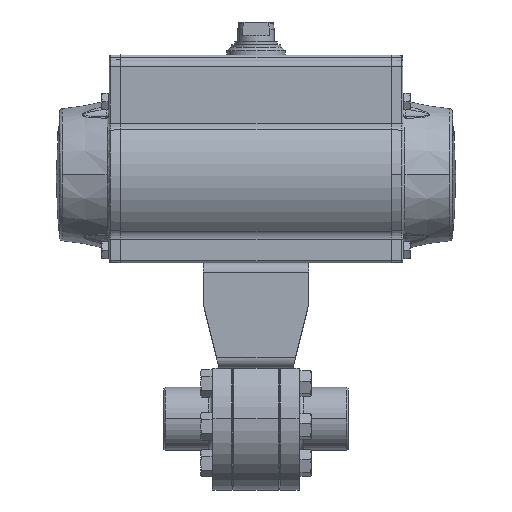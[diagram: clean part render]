
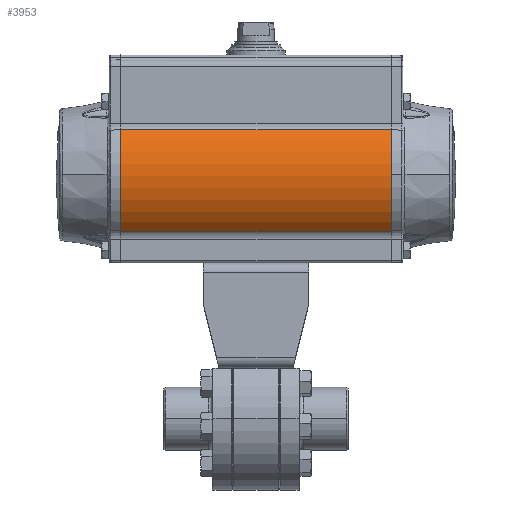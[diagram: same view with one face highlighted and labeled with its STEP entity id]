
A CAD part, top view. The second image highlights one B-rep face of the part: STEP entity #3953.
In plain terms, the highlighted cylindrical face has radius 47.5 mm (diameter 95 mm), a partial arc.
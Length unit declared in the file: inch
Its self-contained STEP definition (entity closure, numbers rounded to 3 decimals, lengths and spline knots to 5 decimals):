
#1039 = CIRCLE ( 'NONE', #24539, 1.87008 ) ;
#1193 = DIRECTION ( 'NONE',  ( 0., -1., 0. ) ) ;
#3953 = ADVANCED_FACE ( 'NONE', ( #20668 ), #19015, .T. ) ;
#8583 = CARTESIAN_POINT ( 'NONE',  ( 3.20866, 4.44609, 1.30391 ) ) ;
#9700 = ORIENTED_EDGE ( 'NONE', *, *, #36733, .T. ) ;
#11277 = AXIS2_PLACEMENT_3D ( 'NONE', #64957, #33140, #1193 ) ;
#12300 = CARTESIAN_POINT ( 'NONE',  ( -3.20866, 4.44609, 1.30391 ) ) ;
#13700 = DIRECTION ( 'NONE',  ( 0., -1., 0. ) ) ;
#16019 = VERTEX_POINT ( 'NONE', #58581 ) ;
#18838 = CARTESIAN_POINT ( 'NONE',  ( -3.20866, 5.78661, 0. ) ) ;
#19015 = CYLINDRICAL_SURFACE ( 'NONE', #65109, 1.87008 ) ;
#20048 = CARTESIAN_POINT ( 'NONE',  ( -3.20866, 4.44609, 1.30391 ) ) ;
#20668 = FACE_OUTER_BOUND ( 'NONE', #67297, .T. ) ;
#24539 = AXIS2_PLACEMENT_3D ( 'NONE', #30894, #68050, #36240 ) ;
#24868 = LINE ( 'NONE', #20048, #39015 ) ;
#24959 = CIRCLE ( 'NONE', #11277, 1.87008 ) ;
#25299 = EDGE_CURVE ( 'NONE', #29468, #66452, #24868, .T. ) ;
#25335 = EDGE_CURVE ( 'NONE', #55932, #16019, #37354, .T. ) ;
#29468 = VERTEX_POINT ( 'NONE', #12300 ) ;
#29685 = CARTESIAN_POINT ( 'NONE',  ( 3.20866, 6.85155, 1.53724 ) ) ;
#30894 = CARTESIAN_POINT ( 'NONE',  ( 3.20866, 5.78661, 0. ) ) ;
#31008 = CARTESIAN_POINT ( 'NONE',  ( -3.20866, 6.85155, 1.53724 ) ) ;
#33140 = DIRECTION ( 'NONE',  ( 1., 0., 0. ) ) ;
#35081 = DIRECTION ( 'NONE',  ( 1., 0., 0. ) ) ;
#36240 = DIRECTION ( 'NONE',  ( 0., -1., 0. ) ) ;
#36733 = EDGE_CURVE ( 'NONE', #66452, #55932, #1039, .T. ) ;
#37354 = LINE ( 'NONE', #31008, #63962 ) ;
#39015 = VECTOR ( 'NONE', #67697, 39.37008 ) ;
#40602 = EDGE_CURVE ( 'NONE', #16019, #29468, #24959, .T. ) ;
#44373 = ORIENTED_EDGE ( 'NONE', *, *, #40602, .T. ) ;
#52127 = DIRECTION ( 'NONE',  ( -1., 0., 0. ) ) ;
#53544 = ORIENTED_EDGE ( 'NONE', *, *, #25299, .T. ) ;
#55932 = VERTEX_POINT ( 'NONE', #29685 ) ;
#57385 = ORIENTED_EDGE ( 'NONE', *, *, #25335, .T. ) ;
#58581 = CARTESIAN_POINT ( 'NONE',  ( -3.20866, 6.85155, 1.53724 ) ) ;
#63962 = VECTOR ( 'NONE', #52127, 39.37008 ) ;
#64957 = CARTESIAN_POINT ( 'NONE',  ( -3.20866, 5.78661, 0. ) ) ;
#65109 = AXIS2_PLACEMENT_3D ( 'NONE', #18838, #35081, #13700 ) ;
#66452 = VERTEX_POINT ( 'NONE', #8583 ) ;
#67297 = EDGE_LOOP ( 'NONE', ( #44373, #53544, #9700, #57385 ) ) ;
#67697 = DIRECTION ( 'NONE',  ( 1., 0., 0. ) ) ;
#68050 = DIRECTION ( 'NONE',  ( -1., 0., 0. ) ) ;
